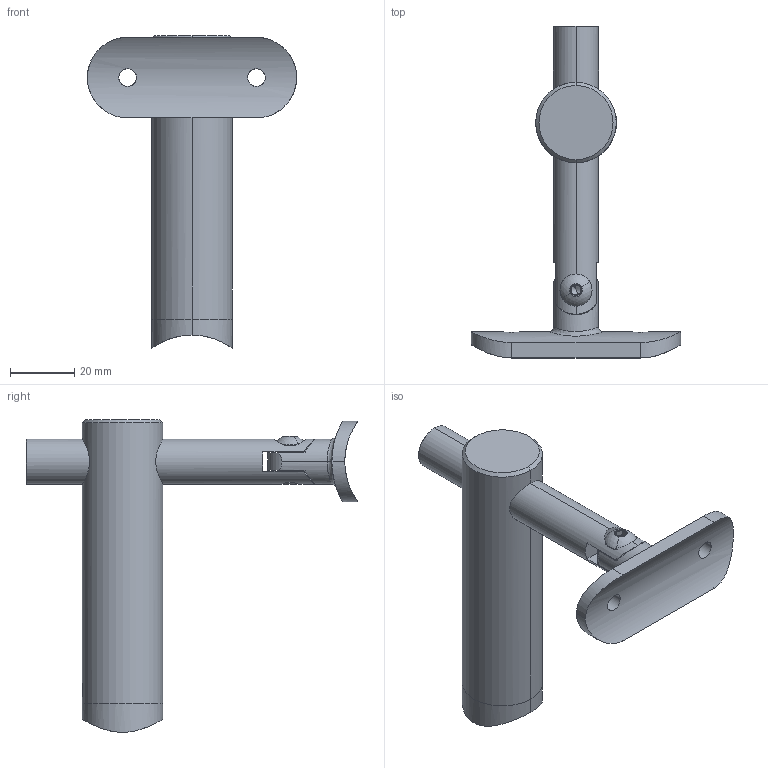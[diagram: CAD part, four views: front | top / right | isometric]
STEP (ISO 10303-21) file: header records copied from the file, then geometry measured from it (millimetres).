
FILE_DESCRIPTION (( 'STEP AP203' ), '1' );
FILE_NAME ('50374-240.step', '2020-09-11T11:52:35', ( '' ), ( '' ), 'SwSTEP 2.0', 'SolidWorks 2018', '' );
FILE_SCHEMA (( 'CONFIG_CONTROL_DESIGN' ));
Length unit declared in the file: millimetre
Products named in the file (16): 5037X-240 Teil4_50374-240 Teil4; DIN 7380; 5037X-240 Teil2_50374-240 Teil2; 50374-240; 5037X-240 Teil1_50374-240 Teil1; DIN913_DIN 913 M5x5; DIN 7380_DIN 7380 M5x12; 5037X-240 Teil2; DIN913; DIN914_DIN 914 M5x5; DIN914; 5037X-240 Teil1; 5037X-240 Teil3; 5037X-240 Teil3_50374-240 Teil3; 5037X-240 Teil4
Assembly tree (10 placements, depth 2):
  50374-240
    DIN 7380
    DIN914
    DIN913
  50374-240
    5037X-240 Teil1_50374-240 Teil1
    5037X-240 Teil2_50374-240 Teil2
    5037X-240 Teil4_50374-240 Teil4
    5037X-240 Teil3_50374-240 Teil3
    DIN913_DIN 913 M5x5
    DIN914_DIN 914 M5x5
    DIN 7380_DIN 7380 M5x12
  5037X-240 Teil2
  5037X-240 Teil1
  5037X-240 Teil3
Bounding box: 65 x 103.08 x 97.06 mm (x, y, z)
Volume: 59372 mm3; surface area: 22227.3 mm2
Topology: 7 solids, 7 shells, 370 faces, 941 edges, 609 vertices
Faces by surface type: plane 153, bspline 96, cylinder 82, cone 35, torus 2, sphere 2
Entity records: 21029 total; most frequent: CARTESIAN_POINT 11229, ORIENTED_EDGE 1864, DIRECTION 1442, EDGE_CURVE 932, VERTEX_POINT 603, AXIS2_PLACEMENT_3D 495, LINE 452, VECTOR 452
